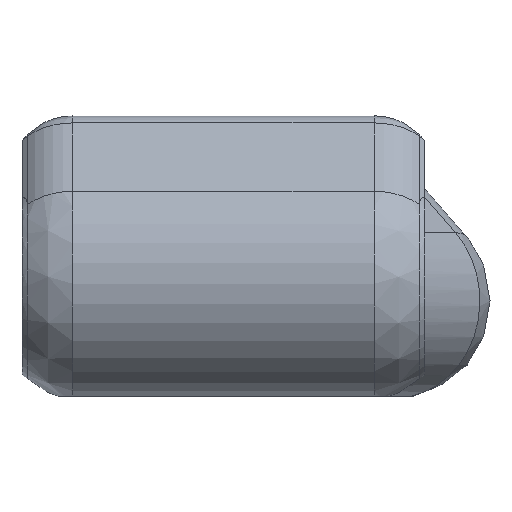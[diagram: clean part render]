
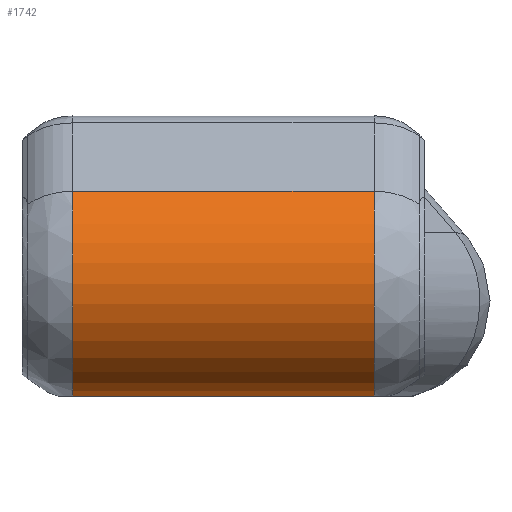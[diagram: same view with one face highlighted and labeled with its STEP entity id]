
A CAD part, front view. The second image highlights one B-rep face of the part: STEP entity #1742.
In plain terms, the highlighted cylindrical face has radius 15 mm (diameter 30 mm), a partial arc.
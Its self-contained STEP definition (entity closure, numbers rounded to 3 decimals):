
#49=CYLINDRICAL_SURFACE('',#1889,15.);
#104=LINE('',#3592,#200);
#107=LINE('',#3719,#203);
#200=VECTOR('',#2135,10.);
#203=VECTOR('',#2164,10.);
#459=FACE_OUTER_BOUND('',#571,.T.);
#571=EDGE_LOOP('',(#1357,#1358,#1359,#1360));
#673=CIRCLE('',#1877,15.);
#683=CIRCLE('',#1887,15.);
#806=VERTEX_POINT('',#3568);
#807=VERTEX_POINT('',#3591);
#812=VERTEX_POINT('',#3672);
#820=VERTEX_POINT('',#3714);
#1006=EDGE_CURVE('',#807,#806,#104,.T.);
#1012=EDGE_CURVE('',#807,#812,#673,.T.);
#1023=EDGE_CURVE('',#820,#806,#683,.T.);
#1024=EDGE_CURVE('',#812,#820,#107,.T.);
#1357=ORIENTED_EDGE('',*,*,#1006,.T.);
#1358=ORIENTED_EDGE('',*,*,#1023,.F.);
#1359=ORIENTED_EDGE('',*,*,#1024,.F.);
#1360=ORIENTED_EDGE('',*,*,#1012,.F.);
#1742=ADVANCED_FACE('',(#459),#49,.T.);
#1877=AXIS2_PLACEMENT_3D('',#3673,#2138,#2139);
#1887=AXIS2_PLACEMENT_3D('',#3716,#2158,#2159);
#1889=AXIS2_PLACEMENT_3D('',#3718,#2162,#2163);
#2135=DIRECTION('',(1.,0.,0.));
#2138=DIRECTION('center_axis',(-1.,0.,0.));
#2139=DIRECTION('ref_axis',(0.,0.,-1.));
#2158=DIRECTION('center_axis',(1.,0.,0.));
#2159=DIRECTION('ref_axis',(0.,0.,-1.));
#2162=DIRECTION('center_axis',(1.,0.,0.));
#2163=DIRECTION('ref_axis',(0.,0.,-1.));
#2164=DIRECTION('',(1.,0.,0.));
#3568=CARTESIAN_POINT('',(73.686,27.559,0.2));
#3591=CARTESIAN_POINT('',(36.314,27.559,0.2));
#3592=CARTESIAN_POINT('',(55.,27.559,0.2));
#3672=CARTESIAN_POINT('',(36.314,19.393,25.607));
#3673=CARTESIAN_POINT('Origin',(36.314,30.,15.));
#3714=CARTESIAN_POINT('',(73.686,19.393,25.607));
#3716=CARTESIAN_POINT('Origin',(73.686,30.,15.));
#3718=CARTESIAN_POINT('Origin',(55.,30.,15.));
#3719=CARTESIAN_POINT('',(55.,19.393,25.607));
